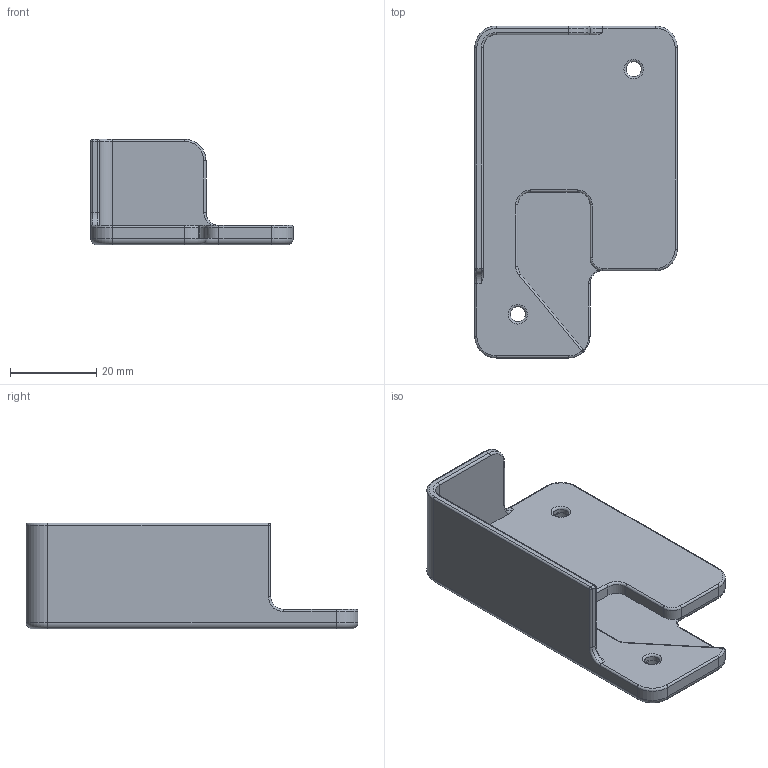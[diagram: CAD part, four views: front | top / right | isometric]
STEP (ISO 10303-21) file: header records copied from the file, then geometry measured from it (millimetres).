
FILE_DESCRIPTION(/* description */ (''),/* implementation_level */ '2;1');
FILE_NAME(/* name */ 'FanConnectorCover v7.step',/* time_stamp */ '2023-01-02T20:46:37-05:00',/* author */ (''),/* organization */ (''),/* preprocessor_version */ 'ST-DEVELOPER v19.2',/* originating_system */ 'Autodesk Translation Framework v11.17.0.187',/* authorisation */ '');
FILE_SCHEMA (('AUTOMOTIVE_DESIGN { 1 0 10303 214 3 1 1 }'));
Length unit declared in the file: millimetre
Products named in the file (1): FanConnectorCover
Bounding box: 47 x 77 x 24.5 mm (x, y, z)
Volume: 15781.8 mm3; surface area: 10707 mm2
Topology: 1 solids, 1 shells, 115 faces, 277 edges, 164 vertices
Faces by surface type: cylinder 43, plane 41, torus 28, sphere 3
Full cylindrical faces by diameter (mm): 3.5 x2, 6 x2
Entity records: 3405 total; most frequent: DIRECTION 644, CARTESIAN_POINT 595, ORIENTED_EDGE 554, EDGE_CURVE 277, AXIS2_PLACEMENT_3D 255, VERTEX_POINT 164, CIRCLE 139, LINE 134
